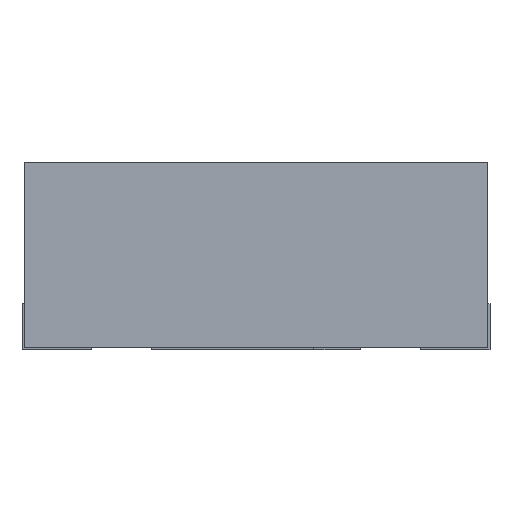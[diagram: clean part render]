
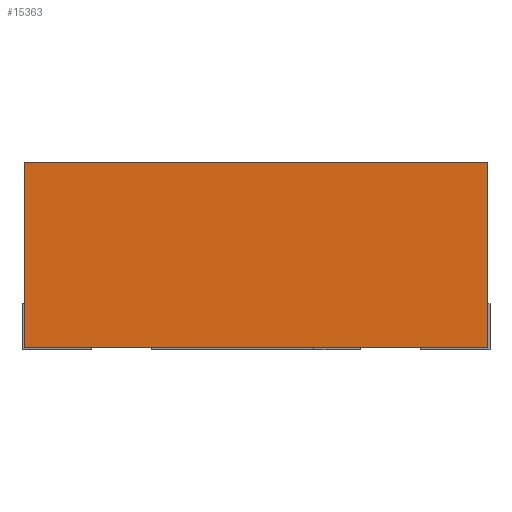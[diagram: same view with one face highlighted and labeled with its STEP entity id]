
A CAD part, left-side view. The second image highlights one B-rep face of the part: STEP entity #15363.
In plain terms, the highlighted planar face has unit normal (-1, 0, 0).
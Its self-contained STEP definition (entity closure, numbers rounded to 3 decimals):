
#198 = CARTESIAN_POINT ( 'NONE',  ( -1., -1., 0.81 ) ) ;
#237 = ORIENTED_EDGE ( 'NONE', *, *, #15906, .F. ) ;
#521 = VECTOR ( 'NONE', #1809, 1000. ) ;
#545 = VERTEX_POINT ( 'NONE', #22621 ) ;
#1348 = LINE ( 'NONE', #2051, #521 ) ;
#1809 = DIRECTION ( 'NONE',  ( 0., -1., 0. ) ) ;
#1918 = CARTESIAN_POINT ( 'NONE',  ( -1., -1., 0.01 ) ) ;
#1985 = EDGE_CURVE ( 'NONE', #545, #16690, #18380, .T. ) ;
#2051 = CARTESIAN_POINT ( 'NONE',  ( -1., -1., 0.81 ) ) ;
#2942 = CARTESIAN_POINT ( 'NONE',  ( -1., -1., 0.81 ) ) ;
#3127 = VECTOR ( 'NONE', #20304, 1000. ) ;
#3578 = EDGE_CURVE ( 'NONE', #18927, #14736, #1348, .T. ) ;
#3585 = EDGE_CURVE ( 'NONE', #18927, #545, #10994, .T. ) ;
#3930 = VECTOR ( 'NONE', #20191, 1000. ) ;
#4196 = CARTESIAN_POINT ( 'NONE',  ( -1., 1., 0.81 ) ) ;
#5307 = LINE ( 'NONE', #198, #10766 ) ;
#6049 = ORIENTED_EDGE ( 'NONE', *, *, #3578, .F. ) ;
#7583 = DIRECTION ( 'NONE',  ( 0., 0., -1. ) ) ;
#10640 = ORIENTED_EDGE ( 'NONE', *, *, #1985, .T. ) ;
#10766 = VECTOR ( 'NONE', #7583, 1000. ) ;
#10994 = LINE ( 'NONE', #14552, #3930 ) ;
#11217 = AXIS2_PLACEMENT_3D ( 'NONE', #20871, #11578, #22915 ) ;
#11578 = DIRECTION ( 'NONE',  ( 1., 0., 0. ) ) ;
#13589 = PLANE ( 'NONE',  #11217 ) ;
#14552 = CARTESIAN_POINT ( 'NONE',  ( -1., 1., 0.81 ) ) ;
#14736 = VERTEX_POINT ( 'NONE', #2942 ) ;
#15363 = ADVANCED_FACE ( 'NONE', ( #22453 ), #13589, .F. ) ;
#15906 = EDGE_CURVE ( 'NONE', #14736, #16690, #5307, .T. ) ;
#16690 = VERTEX_POINT ( 'NONE', #19044 ) ;
#17654 = ORIENTED_EDGE ( 'NONE', *, *, #3585, .T. ) ;
#18380 = LINE ( 'NONE', #1918, #3127 ) ;
#18906 = EDGE_LOOP ( 'NONE', ( #10640, #237, #6049, #17654 ) ) ;
#18927 = VERTEX_POINT ( 'NONE', #4196 ) ;
#19044 = CARTESIAN_POINT ( 'NONE',  ( -1., -1., 0.01 ) ) ;
#20191 = DIRECTION ( 'NONE',  ( 0., 0., -1. ) ) ;
#20304 = DIRECTION ( 'NONE',  ( 0., -1., 0. ) ) ;
#20871 = CARTESIAN_POINT ( 'NONE',  ( -1., -1., 0.81 ) ) ;
#22453 = FACE_OUTER_BOUND ( 'NONE', #18906, .T. ) ;
#22621 = CARTESIAN_POINT ( 'NONE',  ( -1., 1., 0.01 ) ) ;
#22915 = DIRECTION ( 'NONE',  ( 0., 0., -1. ) ) ;
